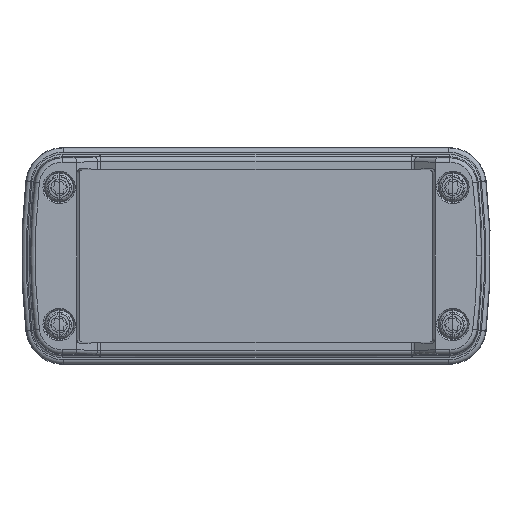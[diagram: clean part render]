
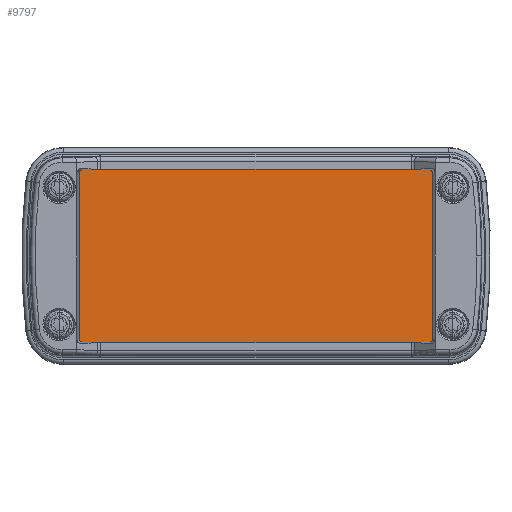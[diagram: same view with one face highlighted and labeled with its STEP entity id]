
A CAD part, front view. The second image highlights one B-rep face of the part: STEP entity #9797.
In plain terms, the highlighted face is planar.
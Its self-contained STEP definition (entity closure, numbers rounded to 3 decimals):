
#133 = DIRECTION ( 'NONE',  ( 1., 0., 0. ) ) ;
#372 = EDGE_CURVE ( 'NONE', #24389, #26269, #1471, .T. ) ;
#720 = ORIENTED_EDGE ( 'NONE', *, *, #20749, .T. ) ;
#1161 = VECTOR ( 'NONE', #15970, 1000. ) ;
#1471 = LINE ( 'NONE', #25632, #7571 ) ;
#1664 = VERTEX_POINT ( 'NONE', #29235 ) ;
#2666 = EDGE_CURVE ( 'NONE', #18095, #26988, #9625, .T. ) ;
#2855 = EDGE_CURVE ( 'NONE', #17643, #1664, #19584, .T. ) ;
#3706 = PLANE ( 'NONE',  #17121 ) ;
#5361 = ORIENTED_EDGE ( 'NONE', *, *, #372, .F. ) ;
#5508 =( BOUNDED_CURVE ( )  B_SPLINE_CURVE ( 3, ( #9289, #16089, #11631, #27669 ),
 .UNSPECIFIED., .F., .F. ) 
 B_SPLINE_CURVE_WITH_KNOTS ( ( 4, 4 ),
 ( 2.133, 3.699 ),
 .UNSPECIFIED. ) 
 CURVE ( )  GEOMETRIC_REPRESENTATION_ITEM ( )  RATIONAL_B_SPLINE_CURVE ( ( 1., 0.806, 0.806, 1. ) ) 
 REPRESENTATION_ITEM ( '' )  );
#5761 = CARTESIAN_POINT ( 'NONE',  ( -39.002, 4.2, -19.5 ) ) ;
#5880 = CARTESIAN_POINT ( 'NONE',  ( -40.001, 4.2, 19.088 ) ) ;
#7248 = LINE ( 'NONE', #25147, #1161 ) ;
#7571 = VECTOR ( 'NONE', #133, 1000. ) ;
#7709 = CARTESIAN_POINT ( 'NONE',  ( 39., 4.2, 19.5 ) ) ;
#8301 = DIRECTION ( 'NONE',  ( -1., 0., 0. ) ) ;
#8423 = CARTESIAN_POINT ( 'NONE',  ( 39.999, 4.2, -18.503 ) ) ;
#9020 = FACE_OUTER_BOUND ( 'NONE', #15238, .T. ) ;
#9289 = CARTESIAN_POINT ( 'NONE',  ( 39., 4.2, -19.5 ) ) ;
#9625 = LINE ( 'NONE', #9834, #20379 ) ;
#9797 = ADVANCED_FACE ( 'NONE', ( #9020 ), #3706, .T. ) ;
#9834 = CARTESIAN_POINT ( 'NONE',  ( -40.001, 4.2, -0.096 ) ) ;
#10073 =( BOUNDED_CURVE ( )  B_SPLINE_CURVE ( 3, ( #27325, #11273, #29640, #15846 ),
 .UNSPECIFIED., .F., .F. ) 
 B_SPLINE_CURVE_WITH_KNOTS ( ( 4, 4 ),
 ( 5.274, 6.841 ),
 .UNSPECIFIED. ) 
 CURVE ( )  GEOMETRIC_REPRESENTATION_ITEM ( )  RATIONAL_B_SPLINE_CURVE ( ( 1., 0.806, 0.806, 1. ) ) 
 REPRESENTATION_ITEM ( '' )  );
#10112 = CARTESIAN_POINT ( 'NONE',  ( 39., 4.2, -19.5 ) ) ;
#10315 = VERTEX_POINT ( 'NONE', #10546 ) ;
#10546 = CARTESIAN_POINT ( 'NONE',  ( -39.002, 4.2, 19.5 ) ) ;
#11273 = CARTESIAN_POINT ( 'NONE',  ( -39.588, 4.2, -19.5 ) ) ;
#11631 = CARTESIAN_POINT ( 'NONE',  ( 39.999, 4.2, -19.088 ) ) ;
#12787 = CARTESIAN_POINT ( 'NONE',  ( -39.002, 4.2, 19.5 ) ) ;
#13351 =( BOUNDED_CURVE ( )  B_SPLINE_CURVE ( 3, ( #19611, #5880, #26551, #12787 ),
 .UNSPECIFIED., .F., .F. ) 
 B_SPLINE_CURVE_WITH_KNOTS ( ( 4, 4 ),
 ( 2.584, 4.15 ),
 .UNSPECIFIED. ) 
 CURVE ( )  GEOMETRIC_REPRESENTATION_ITEM ( )  RATIONAL_B_SPLINE_CURVE ( ( 1., 0.806, 0.806, 1. ) ) 
 REPRESENTATION_ITEM ( '' )  );
#15238 = EDGE_LOOP ( 'NONE', ( #16312, #25389, #22589, #5361, #24951, #24673, #720, #18441 ) ) ;
#15545 = LINE ( 'NONE', #22074, #20231 ) ;
#15846 = CARTESIAN_POINT ( 'NONE',  ( -40.001, 4.2, -18.503 ) ) ;
#15970 = DIRECTION ( 'NONE',  ( -1., 0., 0. ) ) ;
#16089 = CARTESIAN_POINT ( 'NONE',  ( 39.586, 4.2, -19.5 ) ) ;
#16312 = ORIENTED_EDGE ( 'NONE', *, *, #2855, .T. ) ;
#17121 = AXIS2_PLACEMENT_3D ( 'NONE', #26570, #22052, #8301 ) ;
#17643 = VERTEX_POINT ( 'NONE', #7709 ) ;
#18095 = VERTEX_POINT ( 'NONE', #21029 ) ;
#18350 = CARTESIAN_POINT ( 'NONE',  ( 39.586, 4.2, 19.5 ) ) ;
#18441 = ORIENTED_EDGE ( 'NONE', *, *, #24953, .F. ) ;
#18658 = CARTESIAN_POINT ( 'NONE',  ( 39., 4.2, 19.5 ) ) ;
#18863 = EDGE_CURVE ( 'NONE', #21279, #1664, #15545, .T. ) ;
#19584 =( BOUNDED_CURVE ( )  B_SPLINE_CURVE ( 3, ( #18658, #18350, #20577, #20972 ),
 .UNSPECIFIED., .F., .F. ) 
 B_SPLINE_CURVE_WITH_KNOTS ( ( 4, 4 ),
 ( 5.274, 6.841 ),
 .UNSPECIFIED. ) 
 CURVE ( )  GEOMETRIC_REPRESENTATION_ITEM ( )  RATIONAL_B_SPLINE_CURVE ( ( 1., 0.806, 0.806, 1. ) ) 
 REPRESENTATION_ITEM ( '' )  );
#19611 = CARTESIAN_POINT ( 'NONE',  ( -40.001, 4.2, 18.503 ) ) ;
#20231 = VECTOR ( 'NONE', #29008, 1000. ) ;
#20379 = VECTOR ( 'NONE', #22192, 1000. ) ;
#20577 = CARTESIAN_POINT ( 'NONE',  ( 39.999, 4.2, 19.088 ) ) ;
#20749 = EDGE_CURVE ( 'NONE', #26988, #10315, #13351, .T. ) ;
#20972 = CARTESIAN_POINT ( 'NONE',  ( 39.999, 4.2, 18.503 ) ) ;
#21029 = CARTESIAN_POINT ( 'NONE',  ( -40.001, 4.2, -18.503 ) ) ;
#21279 = VERTEX_POINT ( 'NONE', #8423 ) ;
#22052 = DIRECTION ( 'NONE',  ( 0., 1., 0. ) ) ;
#22074 = CARTESIAN_POINT ( 'NONE',  ( 39.999, 4.2, 0. ) ) ;
#22192 = DIRECTION ( 'NONE',  ( 0., 0., 1. ) ) ;
#22589 = ORIENTED_EDGE ( 'NONE', *, *, #24029, .F. ) ;
#24029 = EDGE_CURVE ( 'NONE', #26269, #21279, #5508, .T. ) ;
#24132 = EDGE_CURVE ( 'NONE', #24389, #18095, #10073, .T. ) ;
#24389 = VERTEX_POINT ( 'NONE', #5761 ) ;
#24673 = ORIENTED_EDGE ( 'NONE', *, *, #2666, .T. ) ;
#24951 = ORIENTED_EDGE ( 'NONE', *, *, #24132, .T. ) ;
#24953 = EDGE_CURVE ( 'NONE', #17643, #10315, #7248, .T. ) ;
#25147 = CARTESIAN_POINT ( 'NONE',  ( -0.001, 4.2, 19.5 ) ) ;
#25389 = ORIENTED_EDGE ( 'NONE', *, *, #18863, .F. ) ;
#25632 = CARTESIAN_POINT ( 'NONE',  ( -0.001, 4.2, -19.5 ) ) ;
#26269 = VERTEX_POINT ( 'NONE', #10112 ) ;
#26388 = CARTESIAN_POINT ( 'NONE',  ( -40.001, 4.2, 18.503 ) ) ;
#26551 = CARTESIAN_POINT ( 'NONE',  ( -39.588, 4.2, 19.5 ) ) ;
#26570 = CARTESIAN_POINT ( 'NONE',  ( 53.886, 4.2, -26.127 ) ) ;
#26988 = VERTEX_POINT ( 'NONE', #26388 ) ;
#27325 = CARTESIAN_POINT ( 'NONE',  ( -39.002, 4.2, -19.5 ) ) ;
#27669 = CARTESIAN_POINT ( 'NONE',  ( 39.999, 4.2, -18.503 ) ) ;
#29008 = DIRECTION ( 'NONE',  ( 0., 0., 1. ) ) ;
#29235 = CARTESIAN_POINT ( 'NONE',  ( 39.999, 4.2, 18.503 ) ) ;
#29640 = CARTESIAN_POINT ( 'NONE',  ( -40.001, 4.2, -19.088 ) ) ;
